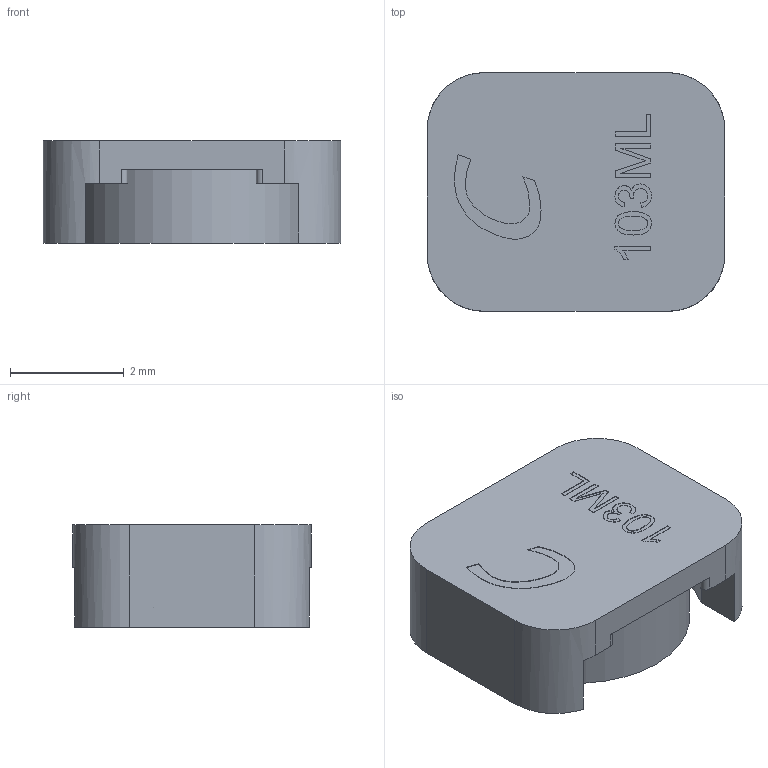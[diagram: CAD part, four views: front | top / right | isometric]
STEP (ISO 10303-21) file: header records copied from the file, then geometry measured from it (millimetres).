
FILE_DESCRIPTION(/* description */ (''),/* implementation_level */ '2;1');
FILE_NAME(/* name */ 'DO1605T-Inductor.step',/* time_stamp */ '2019-05-25T02:32:34-04:00',/* author */ (''),/* organization */ (''),/* preprocessor_version */ 'ST-DEVELOPER v18',/* originating_system */ 'Autodesk Translation Framework v8.2.0.1029',/* authorisation */ '');
FILE_SCHEMA (('AUTOMOTIVE_DESIGN { 1 0 10303 214 3 1 1 }'));
Length unit declared in the file: millimetre
Products named in the file (1): DO1605T-103MLC
Bounding box: 5.24 x 4.2 x 1.8 mm (x, y, z)
Volume: 32.6 mm3; surface area: 92.1 mm2
Topology: 1 solids, 1 shells, 129 faces, 357 edges, 238 vertices
Faces by surface type: bspline 65, plane 53, cylinder 11
Full cylindrical faces by diameter (mm): 4 x1
Entity records: 4775 total; most frequent: CARTESIAN_POINT 1830, ORIENTED_EDGE 714, DIRECTION 387, EDGE_CURVE 357, VERTEX_POINT 238, LINE 197, VECTOR 197, EDGE_LOOP 137
